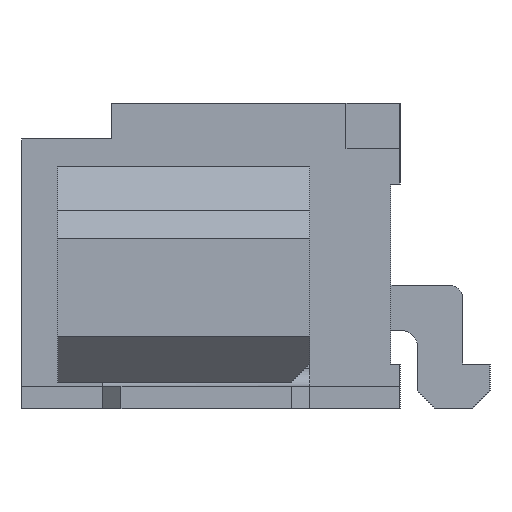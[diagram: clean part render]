
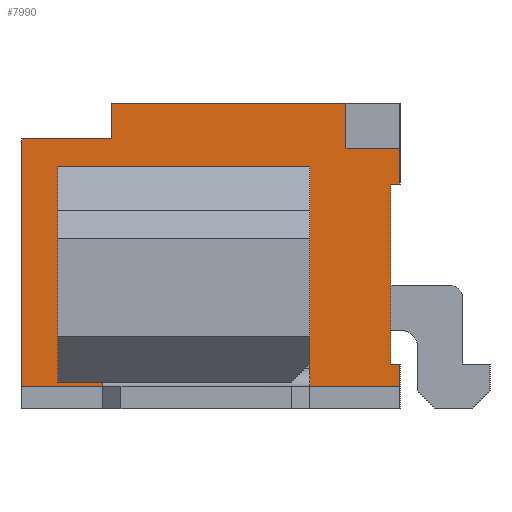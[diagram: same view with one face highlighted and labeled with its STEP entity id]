
A CAD part, left-side view. The second image highlights one B-rep face of the part: STEP entity #7990.
In plain terms, the highlighted planar face has unit normal (-1, 0, 0).
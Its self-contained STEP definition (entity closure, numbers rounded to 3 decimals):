
#69=DIRECTION('',(0.,0.,1.));
#70=VECTOR('',#69,0.25);
#71=CARTESIAN_POINT('',(-10.25,-2.1,-1.45));
#72=LINE('',#71,#70);
#273=DIRECTION('',(0.,0.,1.));
#274=VECTOR('',#273,0.4);
#275=CARTESIAN_POINT('',(-10.25,-2.1,0.8));
#276=LINE('',#275,#274);
#277=DIRECTION('',(0.,0.,1.));
#278=VECTOR('',#277,2.4);
#279=CARTESIAN_POINT('',(-10.25,-1.1,-1.4));
#280=LINE('',#279,#278);
#281=DIRECTION('',(0.,-1.,0.));
#282=VECTOR('',#281,2.8);
#283=CARTESIAN_POINT('',(-10.25,1.7,1.));
#284=LINE('',#283,#282);
#285=DIRECTION('',(0.,0.,1.));
#286=VECTOR('',#285,2.4);
#287=CARTESIAN_POINT('',(-10.25,1.7,-1.4));
#288=LINE('',#287,#286);
#289=DIRECTION('',(0.,-1.,0.));
#290=VECTOR('',#289,2.8);
#291=CARTESIAN_POINT('',(-10.25,1.7,-1.4));
#292=LINE('',#291,#290);
#293=DIRECTION('',(0.,1.,0.));
#294=VECTOR('',#293,0.6);
#295=CARTESIAN_POINT('',(-10.25,-2.1,1.2));
#296=LINE('',#295,#294);
#297=DIRECTION('',(0.,1.,0.));
#298=VECTOR('',#297,0.1);
#299=CARTESIAN_POINT('',(-10.25,-2.1,0.8));
#300=LINE('',#299,#298);
#301=DIRECTION('',(0.,0.,1.));
#302=VECTOR('',#301,2.);
#303=CARTESIAN_POINT('',(-10.25,-2.,-1.2));
#304=LINE('',#303,#302);
#305=DIRECTION('',(0.,1.,0.));
#306=VECTOR('',#305,0.1);
#307=CARTESIAN_POINT('',(-10.25,-2.1,-1.2));
#308=LINE('',#307,#306);
#309=DIRECTION('',(0.,-1.,0.));
#310=VECTOR('',#309,4.2);
#311=CARTESIAN_POINT('',(-10.25,2.1,-1.45));
#312=LINE('',#311,#310);
#313=DIRECTION('',(0.,0.,1.));
#314=VECTOR('',#313,2.75);
#315=CARTESIAN_POINT('',(-10.25,2.1,-1.45));
#316=LINE('',#315,#314);
#317=DIRECTION('',(0.,-1.,0.));
#318=VECTOR('',#317,1.);
#319=CARTESIAN_POINT('',(-10.25,2.1,1.3));
#320=LINE('',#319,#318);
#321=DIRECTION('',(0.,0.,-1.));
#322=VECTOR('',#321,0.4);
#323=CARTESIAN_POINT('',(-10.25,1.1,1.7));
#324=LINE('',#323,#322);
#325=DIRECTION('',(0.,0.,-1.));
#326=VECTOR('',#325,0.5);
#327=CARTESIAN_POINT('',(-10.25,-1.5,1.7));
#328=LINE('',#327,#326);
#1197=DIRECTION('',(0.,-1.,0.));
#1198=VECTOR('',#1197,2.6);
#1199=CARTESIAN_POINT('',(-10.25,1.1,1.7));
#1200=LINE('',#1199,#1198);
#5881=CARTESIAN_POINT('',(-10.25,1.1,1.7));
#5883=VERTEX_POINT('',#5881);
#5893=CARTESIAN_POINT('',(-10.25,2.1,1.3));
#5894=CARTESIAN_POINT('',(-10.25,1.1,1.3));
#5895=VERTEX_POINT('',#5893);
#5896=VERTEX_POINT('',#5894);
#5941=CARTESIAN_POINT('',(-10.25,-1.1,-1.4));
#5942=CARTESIAN_POINT('',(-10.25,-1.1,1.));
#5943=VERTEX_POINT('',#5941);
#5944=VERTEX_POINT('',#5942);
#5945=CARTESIAN_POINT('',(-10.25,1.7,1.));
#5946=VERTEX_POINT('',#5945);
#5947=CARTESIAN_POINT('',(-10.25,1.7,-1.4));
#5948=VERTEX_POINT('',#5947);
#6127=CARTESIAN_POINT('',(-10.25,-2.1,-1.2));
#6128=CARTESIAN_POINT('',(-10.25,-2.,-1.2));
#6129=VERTEX_POINT('',#6127);
#6130=VERTEX_POINT('',#6128);
#6131=CARTESIAN_POINT('',(-10.25,-2.,0.8));
#6132=VERTEX_POINT('',#6131);
#6133=CARTESIAN_POINT('',(-10.25,-2.1,0.8));
#6134=VERTEX_POINT('',#6133);
#6233=CARTESIAN_POINT('',(-10.25,-1.5,1.7));
#6234=VERTEX_POINT('',#6233);
#6235=CARTESIAN_POINT('',(-10.25,-2.1,1.2));
#6236=CARTESIAN_POINT('',(-10.25,-1.5,1.2));
#6237=VERTEX_POINT('',#6235);
#6238=VERTEX_POINT('',#6236);
#6611=CARTESIAN_POINT('',(-10.25,2.1,-1.45));
#6612=CARTESIAN_POINT('',(-10.25,-2.1,-1.45));
#6613=VERTEX_POINT('',#6611);
#6614=VERTEX_POINT('',#6612);
#7952=CARTESIAN_POINT('',(-10.25,2.1,-1.7));
#7953=DIRECTION('',(-1.,0.,0.));
#7954=DIRECTION('',(0.,-1.,0.));
#7955=AXIS2_PLACEMENT_3D('',#7952,#7953,#7954);
#7956=PLANE('',#7955);
#7958=ORIENTED_EDGE('',*,*,#7957,.F.);
#7959=ORIENTED_EDGE('',*,*,#7932,.F.);
#7961=ORIENTED_EDGE('',*,*,#7960,.T.);
#7963=ORIENTED_EDGE('',*,*,#7962,.F.);
#7964=ORIENTED_EDGE('',*,*,#7942,.F.);
#7965=ORIENTED_EDGE('',*,*,#7788,.F.);
#7967=ORIENTED_EDGE('',*,*,#7966,.F.);
#7969=ORIENTED_EDGE('',*,*,#7968,.T.);
#7971=ORIENTED_EDGE('',*,*,#7970,.T.);
#7973=ORIENTED_EDGE('',*,*,#7972,.F.);
#7975=ORIENTED_EDGE('',*,*,#7974,.T.);
#7977=ORIENTED_EDGE('',*,*,#7976,.T.);
#7978=EDGE_LOOP('',(#7958,#7959,#7961,#7963,#7964,#7965,#7967,#7969,#7971,#7973,
#7975,#7977));
#7979=FACE_OUTER_BOUND('',#7978,.F.);
#7981=ORIENTED_EDGE('',*,*,#7980,.T.);
#7983=ORIENTED_EDGE('',*,*,#7982,.F.);
#7985=ORIENTED_EDGE('',*,*,#7984,.F.);
#7987=ORIENTED_EDGE('',*,*,#7986,.T.);
#7988=EDGE_LOOP('',(#7981,#7983,#7985,#7987));
#7989=FACE_BOUND('',#7988,.F.);
#7990=ADVANCED_FACE('',(#7979,#7989),#7956,.T.);
#7788=EDGE_CURVE('',#6614,#6129,#72,.T.);
#7932=EDGE_CURVE('',#6134,#6237,#276,.T.);
#7942=EDGE_CURVE('',#6129,#6130,#308,.T.);
#7957=EDGE_CURVE('',#6237,#6238,#296,.T.);
#7960=EDGE_CURVE('',#6134,#6132,#300,.T.);
#7962=EDGE_CURVE('',#6130,#6132,#304,.T.);
#7966=EDGE_CURVE('',#6613,#6614,#312,.T.);
#7968=EDGE_CURVE('',#6613,#5895,#316,.T.);
#7970=EDGE_CURVE('',#5895,#5896,#320,.T.);
#7972=EDGE_CURVE('',#5883,#5896,#324,.T.);
#7974=EDGE_CURVE('',#5883,#6234,#1200,.T.);
#7976=EDGE_CURVE('',#6234,#6238,#328,.T.);
#7980=EDGE_CURVE('',#5943,#5944,#280,.T.);
#7982=EDGE_CURVE('',#5946,#5944,#284,.T.);
#7984=EDGE_CURVE('',#5948,#5946,#288,.T.);
#7986=EDGE_CURVE('',#5948,#5943,#292,.T.);
